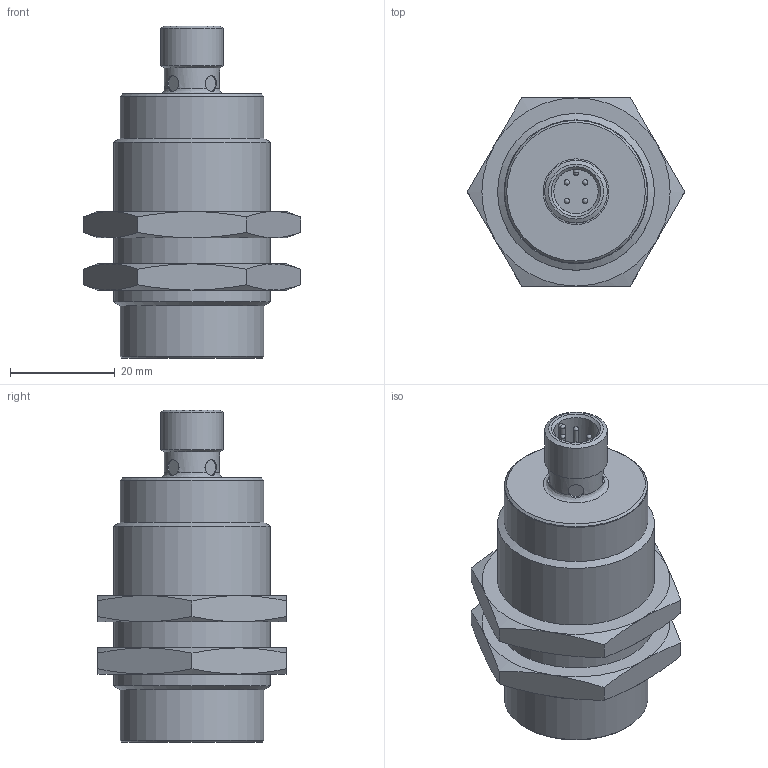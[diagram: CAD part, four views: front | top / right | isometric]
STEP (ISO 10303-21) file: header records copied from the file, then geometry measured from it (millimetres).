
FILE_DESCRIPTION (( 'STEP AP214' ), '1' );
FILE_NAME ('DW-AS-713-M30-967.STEP', '2022-09-06T11:57:47', ( '' ), ( '' ), 'SwSTEP 2.0', 'SolidWorks 2021', '' );
FILE_SCHEMA (( 'AUTOMOTIVE_DESIGN' ));
Length unit declared in the file: inch
Products named in the file (1): DW-AS-713-M30-967
Bounding box: 41.57 x 36 x 63.5 mm (x, y, z)
Volume: 38392.6 mm3; surface area: 8525.8 mm2
Topology: 1 solids, 1 shells, 83 faces, 195 edges, 116 vertices
Faces by surface type: cone 31, plane 27, cylinder 19, bspline 6
Full cylindrical faces by diameter (mm): 1 x4, 3 x4, 8.5 x1, 10.55 x1, 12 x1, 27.3 x1, 27.5 x2, 30 x3
Entity records: 2468 total; most frequent: CARTESIAN_POINT 860, DIRECTION 312, ORIENTED_EDGE 294, EDGE_CURVE 147, AXIS2_PLACEMENT_3D 147, EDGE_LOOP 119, VERTEX_POINT 102, FACE_OUTER_BOUND 101
